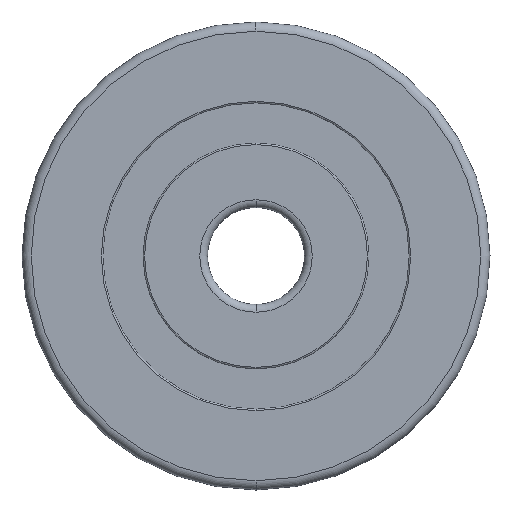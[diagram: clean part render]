
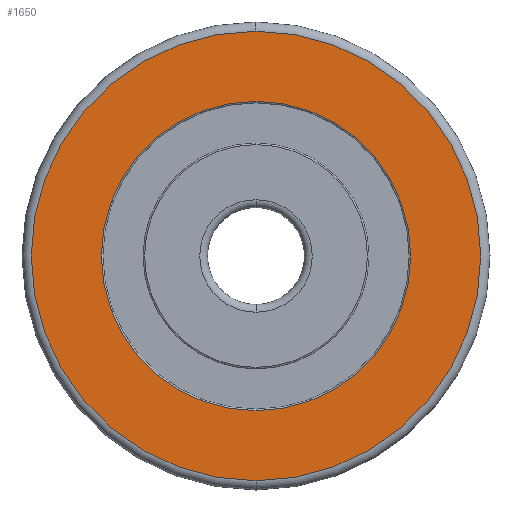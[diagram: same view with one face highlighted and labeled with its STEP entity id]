
A CAD part, left-side view. The second image highlights one B-rep face of the part: STEP entity #1650.
In plain terms, the highlighted planar face has unit normal (-1, 0, 0).
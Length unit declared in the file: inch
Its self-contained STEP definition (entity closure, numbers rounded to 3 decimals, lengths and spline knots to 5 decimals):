
#9 = PLANE ( 'NONE',  #139 ) ;
#31 = FACE_OUTER_BOUND ( 'NONE', #670, .T. ) ;
#139 = AXIS2_PLACEMENT_3D ( 'NONE', #1561, #783, #1249 ) ;
#175 = ORIENTED_EDGE ( 'NONE', *, *, #1021, .F. ) ;
#188 = CARTESIAN_POINT ( 'NONE',  ( -0.1915, 0., 0.581 ) ) ;
#203 = EDGE_CURVE ( 'NONE', #833, #1086, #1586, .T. ) ;
#233 = CARTESIAN_POINT ( 'NONE',  ( -0.1915, 0., 0. ) ) ;
#261 = AXIS2_PLACEMENT_3D ( 'NONE', #663, #1270, #675 ) ;
#368 = CIRCLE ( 'NONE', #261, 0.581 ) ;
#493 = DIRECTION ( 'NONE',  ( 1., 0., 0. ) ) ;
#515 = EDGE_CURVE ( 'NONE', #1086, #833, #1695, .T. ) ;
#519 = CARTESIAN_POINT ( 'NONE',  ( -0.1915, 0., -0.581 ) ) ;
#523 = EDGE_LOOP ( 'NONE', ( #1715, #1511 ) ) ;
#536 = DIRECTION ( 'NONE',  ( 0., 0., -1. ) ) ;
#597 = VERTEX_POINT ( 'NONE', #519 ) ;
#663 = CARTESIAN_POINT ( 'NONE',  ( -0.1915, 0., 0. ) ) ;
#670 = EDGE_LOOP ( 'NONE', ( #1267, #175 ) ) ;
#675 = DIRECTION ( 'NONE',  ( 0., 0., -1. ) ) ;
#706 = FACE_BOUND ( 'NONE', #523, .T. ) ;
#725 = VERTEX_POINT ( 'NONE', #188 ) ;
#754 = AXIS2_PLACEMENT_3D ( 'NONE', #1011, #876, #1470 ) ;
#783 = DIRECTION ( 'NONE',  ( -1., 0., 0. ) ) ;
#820 = CARTESIAN_POINT ( 'NONE',  ( -0.1915, 0., 0.4 ) ) ;
#833 = VERTEX_POINT ( 'NONE', #820 ) ;
#876 = DIRECTION ( 'NONE',  ( 1., 0., 0. ) ) ;
#896 = AXIS2_PLACEMENT_3D ( 'NONE', #233, #988, #536 ) ;
#988 = DIRECTION ( 'NONE',  ( 1., 0., 0. ) ) ;
#1011 = CARTESIAN_POINT ( 'NONE',  ( -0.1915, 0., 0. ) ) ;
#1021 = EDGE_CURVE ( 'NONE', #725, #597, #368, .T. ) ;
#1086 = VERTEX_POINT ( 'NONE', #1282 ) ;
#1249 = DIRECTION ( 'NONE',  ( 0., 0., 1. ) ) ;
#1267 = ORIENTED_EDGE ( 'NONE', *, *, #1918, .F. ) ;
#1270 = DIRECTION ( 'NONE',  ( 1., 0., 0. ) ) ;
#1282 = CARTESIAN_POINT ( 'NONE',  ( -0.1915, 0., -0.4 ) ) ;
#1402 = CARTESIAN_POINT ( 'NONE',  ( -0.1915, 0., 0. ) ) ;
#1417 = AXIS2_PLACEMENT_3D ( 'NONE', #1402, #493, #1881 ) ;
#1470 = DIRECTION ( 'NONE',  ( 0., 0., -1. ) ) ;
#1511 = ORIENTED_EDGE ( 'NONE', *, *, #203, .T. ) ;
#1561 = CARTESIAN_POINT ( 'NONE',  ( -0.1915, 0.581, 0. ) ) ;
#1586 = CIRCLE ( 'NONE', #1417, 0.4 ) ;
#1650 = ADVANCED_FACE ( 'NONE', ( #706, #31 ), #9, .T. ) ;
#1695 = CIRCLE ( 'NONE', #896, 0.4 ) ;
#1715 = ORIENTED_EDGE ( 'NONE', *, *, #515, .T. ) ;
#1881 = DIRECTION ( 'NONE',  ( 0., 0., -1. ) ) ;
#1894 = CIRCLE ( 'NONE', #754, 0.581 ) ;
#1918 = EDGE_CURVE ( 'NONE', #597, #725, #1894, .T. ) ;
